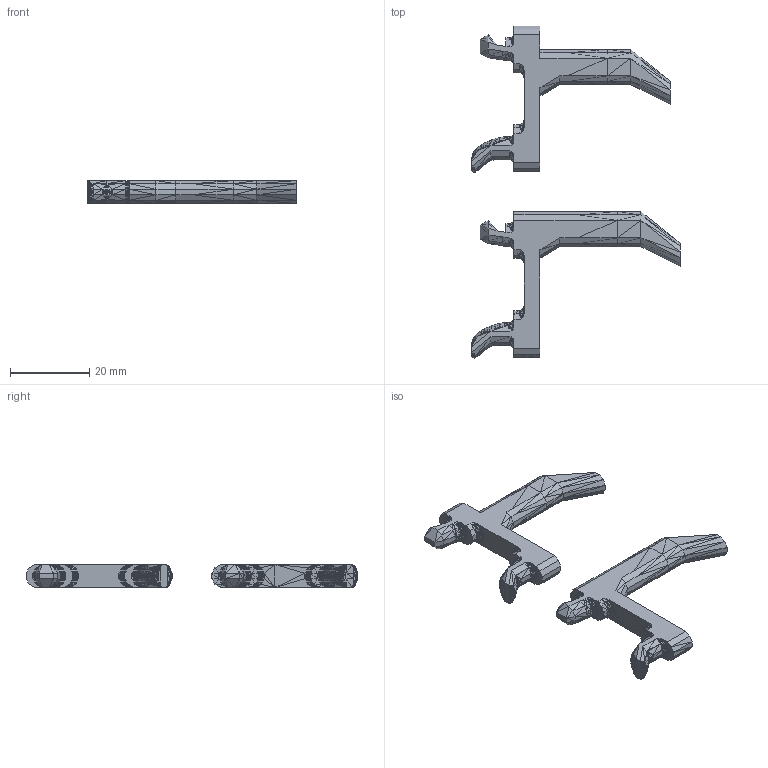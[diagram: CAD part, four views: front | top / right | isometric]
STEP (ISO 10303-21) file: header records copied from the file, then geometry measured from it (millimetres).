
FILE_DESCRIPTION(/* description */ (''),/* implementation_level */ '2;1');
FILE_NAME(/* name */ 'Small Hammer Peg R1.step',/* time_stamp */ '2025-12-28T11:11:06+02:00',/* author */ (''),/* organization */ (''),/* preprocessor_version */ 'ST-DEVELOPER v20.1',/* originating_system */ 'Autodesk Translation Framework v14.21.0.0',/* authorisation */ '');
FILE_SCHEMA (('AUTOMOTIVE_DESIGN { 1 0 10303 214 3 1 1 }'));
Length unit declared in the file: millimetre
Products named in the file (1): Small Hammer Peg R1
Bounding box: 52.85 x 83.97 x 5.8 mm (x, y, z)
Volume: 6121.5 mm3; surface area: 4057.8 mm2
Topology: 2 solids, 2 shells, 1990 faces, 3204 edges, 1218 vertices
Faces by surface type: plane 1990
Entity records: 40828 total; most frequent: DIRECTION 7186, CARTESIAN_POINT 6413, ORIENTED_EDGE 6408, LINE 3204, VECTOR 3204, EDGE_CURVE 3204, AXIS2_PLACEMENT_3D 1991, FACE_OUTER_BOUND 1990
